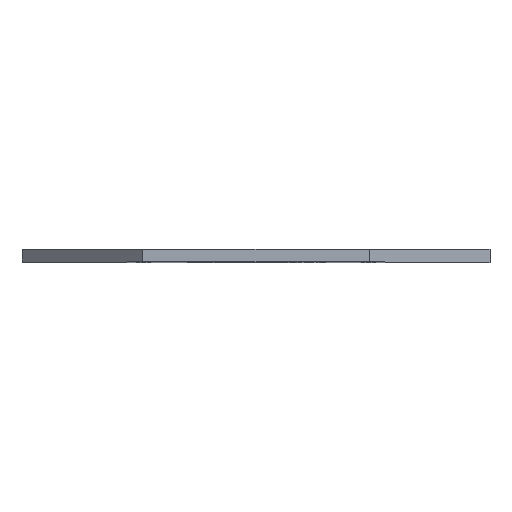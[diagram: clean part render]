
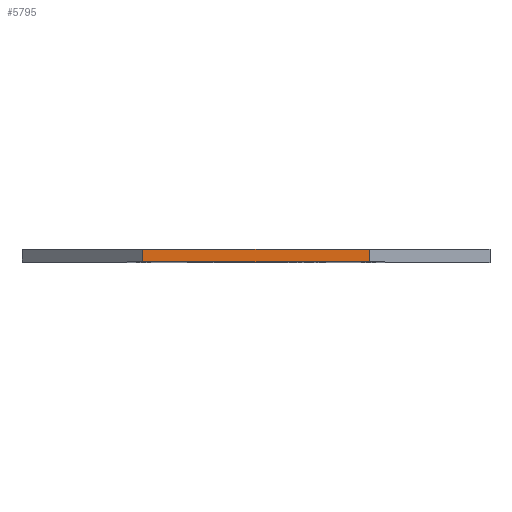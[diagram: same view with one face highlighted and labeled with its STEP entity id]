
A CAD part, top view. The second image highlights one B-rep face of the part: STEP entity #5795.
In plain terms, the highlighted planar face has unit normal (0, 0, 1).
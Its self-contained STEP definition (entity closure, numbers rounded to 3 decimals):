
#890 = ORIENTED_EDGE ( 'NONE', *, *, #13540, .T. ) ;
#1017 = LINE ( 'NONE', #13323, #10744 ) ;
#1257 = VECTOR ( 'NONE', #13527, 1000. ) ;
#1761 = DIRECTION ( 'NONE',  ( 0., -1., 0. ) ) ;
#1955 = LINE ( 'NONE', #9884, #1257 ) ;
#2304 = CARTESIAN_POINT ( 'NONE',  ( -26.655, 0., 55. ) ) ;
#2726 = LINE ( 'NONE', #12894, #13372 ) ;
#3823 = FACE_OUTER_BOUND ( 'NONE', #6706, .T. ) ;
#4047 = PLANE ( 'NONE',  #14597 ) ;
#4552 = DIRECTION ( 'NONE',  ( 0., -1., 0. ) ) ;
#4783 = CARTESIAN_POINT ( 'NONE',  ( 26.655, 0., 55. ) ) ;
#4938 = CARTESIAN_POINT ( 'NONE',  ( -26.655, 3., 55. ) ) ;
#5771 = VECTOR ( 'NONE', #9470, 1000. ) ;
#5795 = ADVANCED_FACE ( 'NONE', ( #3823 ), #4047, .F. ) ;
#6047 = DIRECTION ( 'NONE',  ( 0., 0., -1. ) ) ;
#6706 = EDGE_LOOP ( 'NONE', ( #890, #12578, #11291, #13579 ) ) ;
#6968 = VERTEX_POINT ( 'NONE', #7044 ) ;
#7044 = CARTESIAN_POINT ( 'NONE',  ( 26.655, 3., 55. ) ) ;
#7524 = CARTESIAN_POINT ( 'NONE',  ( -26.655, 3., 55. ) ) ;
#9470 = DIRECTION ( 'NONE',  ( 1., 0., 0. ) ) ;
#9884 = CARTESIAN_POINT ( 'NONE',  ( -26.655, 0., 55. ) ) ;
#10359 = LINE ( 'NONE', #4938, #5771 ) ;
#10477 = VERTEX_POINT ( 'NONE', #13416 ) ;
#10594 = VERTEX_POINT ( 'NONE', #4783 ) ;
#10744 = VECTOR ( 'NONE', #4552, 1000. ) ;
#11291 = ORIENTED_EDGE ( 'NONE', *, *, #12997, .F. ) ;
#12578 = ORIENTED_EDGE ( 'NONE', *, *, #13044, .F. ) ;
#12894 = CARTESIAN_POINT ( 'NONE',  ( 26.655, 3., 55. ) ) ;
#12997 = EDGE_CURVE ( 'NONE', #10477, #6968, #10359, .T. ) ;
#13044 = EDGE_CURVE ( 'NONE', #6968, #10594, #2726, .T. ) ;
#13174 = DIRECTION ( 'NONE',  ( -1., 0., 0. ) ) ;
#13323 = CARTESIAN_POINT ( 'NONE',  ( -26.655, 3., 55. ) ) ;
#13372 = VECTOR ( 'NONE', #1761, 1000. ) ;
#13416 = CARTESIAN_POINT ( 'NONE',  ( -26.655, 3., 55. ) ) ;
#13527 = DIRECTION ( 'NONE',  ( 1., 0., 0. ) ) ;
#13540 = EDGE_CURVE ( 'NONE', #13845, #10594, #1955, .T. ) ;
#13579 = ORIENTED_EDGE ( 'NONE', *, *, #14082, .T. ) ;
#13845 = VERTEX_POINT ( 'NONE', #2304 ) ;
#14082 = EDGE_CURVE ( 'NONE', #10477, #13845, #1017, .T. ) ;
#14597 = AXIS2_PLACEMENT_3D ( 'NONE', #7524, #6047, #13174 ) ;
